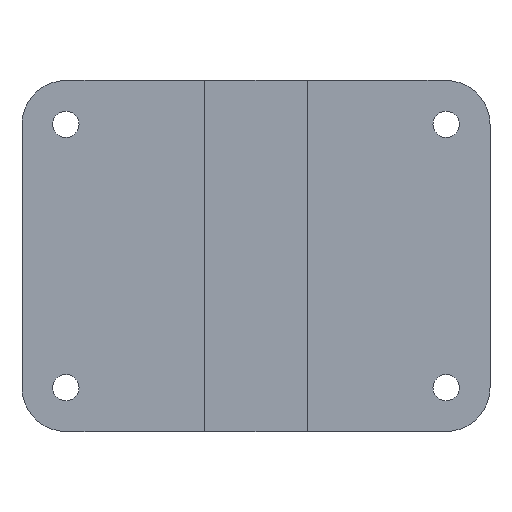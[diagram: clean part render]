
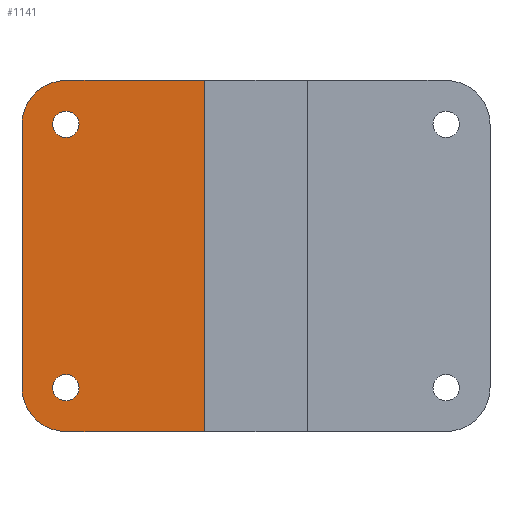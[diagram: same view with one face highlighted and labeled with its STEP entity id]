
A CAD part, front view. The second image highlights one B-rep face of the part: STEP entity #1141.
In plain terms, the highlighted planar face has unit normal (0, -1, 0).
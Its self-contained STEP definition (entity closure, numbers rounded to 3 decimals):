
#23=FACE_BOUND('',#352,.T.);
#24=FACE_BOUND('',#353,.T.);
#51=PLANE('',#1261);
#83=LINE('',#2005,#164);
#104=LINE('',#2061,#185);
#114=LINE('',#2122,#195);
#115=LINE('',#2124,#196);
#164=VECTOR('',#1402,10.);
#185=VECTOR('',#1441,10.);
#195=VECTOR('',#1507,10.);
#196=VECTOR('',#1510,10.);
#284=FACE_OUTER_BOUND('',#351,.T.);
#351=EDGE_LOOP('',(#905,#906,#907,#908,#909,#910));
#352=EDGE_LOOP('',(#911));
#353=EDGE_LOOP('',(#912));
#453=CIRCLE('',#1259,15.);
#455=CIRCLE('',#1262,15.);
#456=CIRCLE('',#1263,4.5);
#457=CIRCLE('',#1264,4.5);
#513=VERTEX_POINT('',#2001);
#515=VERTEX_POINT('',#2004);
#529=VERTEX_POINT('',#2035);
#541=VERTEX_POINT('',#2059);
#562=VERTEX_POINT('',#2115);
#564=VERTEX_POINT('',#2121);
#565=VERTEX_POINT('',#2125);
#566=VERTEX_POINT('',#2127);
#639=EDGE_CURVE('',#513,#515,#83,.T.);
#667=EDGE_CURVE('',#541,#529,#104,.T.);
#692=EDGE_CURVE('',#562,#513,#453,.T.);
#695=EDGE_CURVE('',#562,#564,#114,.T.);
#696=EDGE_CURVE('',#529,#564,#455,.T.);
#697=EDGE_CURVE('',#515,#541,#115,.T.);
#698=EDGE_CURVE('',#565,#565,#456,.T.);
#699=EDGE_CURVE('',#566,#566,#457,.T.);
#905=ORIENTED_EDGE('',*,*,#692,.F.);
#906=ORIENTED_EDGE('',*,*,#695,.T.);
#907=ORIENTED_EDGE('',*,*,#696,.F.);
#908=ORIENTED_EDGE('',*,*,#667,.F.);
#909=ORIENTED_EDGE('',*,*,#697,.F.);
#910=ORIENTED_EDGE('',*,*,#639,.F.);
#911=ORIENTED_EDGE('',*,*,#698,.T.);
#912=ORIENTED_EDGE('',*,*,#699,.T.);
#1141=ADVANCED_FACE('',(#284,#23,#24),#51,.T.);
#1259=AXIS2_PLACEMENT_3D('',#2116,#1500,#1501);
#1261=AXIS2_PLACEMENT_3D('',#2120,#1505,#1506);
#1262=AXIS2_PLACEMENT_3D('',#2123,#1508,#1509);
#1263=AXIS2_PLACEMENT_3D('',#2126,#1511,#1512);
#1264=AXIS2_PLACEMENT_3D('',#2128,#1513,#1514);
#1402=DIRECTION('',(1.,0.,0.));
#1441=DIRECTION('',(-1.,0.,0.));
#1500=DIRECTION('center_axis',(0.,1.,0.));
#1501=DIRECTION('ref_axis',(-0.707,0.,0.707));
#1505=DIRECTION('center_axis',(0.,-1.,0.));
#1506=DIRECTION('ref_axis',(-1.,0.,0.));
#1507=DIRECTION('',(0.,0.,-1.));
#1508=DIRECTION('center_axis',(0.,1.,0.));
#1509=DIRECTION('ref_axis',(-0.707,0.,-0.707));
#1510=DIRECTION('',(0.,0.,-1.));
#1511=DIRECTION('center_axis',(0.,1.,0.));
#1512=DIRECTION('ref_axis',(1.,0.,0.));
#1513=DIRECTION('center_axis',(0.,1.,0.));
#1514=DIRECTION('ref_axis',(1.,0.,0.));
#2001=CARTESIAN_POINT('',(15.,0.,0.));
#2004=CARTESIAN_POINT('',(62.5,0.,0.));
#2005=CARTESIAN_POINT('',(0.,0.,0.));
#2035=CARTESIAN_POINT('',(15.,0.,-120.));
#2059=CARTESIAN_POINT('',(62.5,0.,-120.));
#2061=CARTESIAN_POINT('',(0.,0.,-120.));
#2115=CARTESIAN_POINT('',(0.,0.,-15.));
#2116=CARTESIAN_POINT('Origin',(15.,0.,-15.));
#2120=CARTESIAN_POINT('Origin',(62.5,0.,0.));
#2121=CARTESIAN_POINT('',(0.,0.,-105.));
#2122=CARTESIAN_POINT('',(0.,0.,0.));
#2123=CARTESIAN_POINT('Origin',(15.,0.,-105.));
#2124=CARTESIAN_POINT('',(62.5,0.,0.));
#2125=CARTESIAN_POINT('',(10.5,0.,-105.));
#2126=CARTESIAN_POINT('Origin',(15.,0.,-105.));
#2127=CARTESIAN_POINT('',(10.5,0.,-15.));
#2128=CARTESIAN_POINT('Origin',(15.,0.,-15.));
